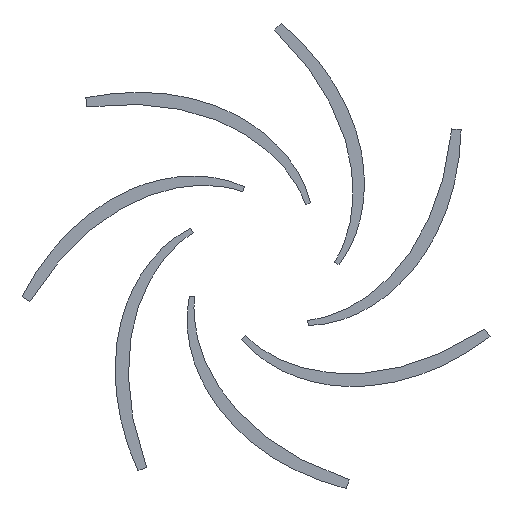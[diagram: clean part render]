
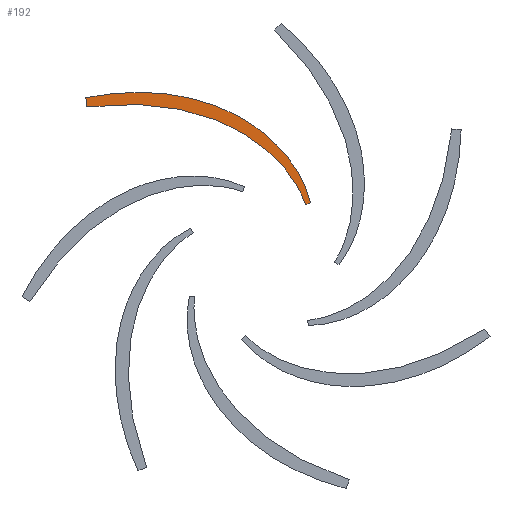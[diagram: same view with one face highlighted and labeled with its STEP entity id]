
A CAD part, top view. The second image highlights one B-rep face of the part: STEP entity #192.
In plain terms, the highlighted planar face has unit normal (0, 0, 1).
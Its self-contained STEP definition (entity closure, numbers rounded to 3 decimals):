
#192 = ADVANCED_FACE('',(#193),#217,.T.);
#193 = FACE_BOUND('',#194,.T.);
#194 = EDGE_LOOP('',(#195,#238,#254,#290));
#195 = ORIENTED_EDGE('',*,*,#196,.T.);
#196 = EDGE_CURVE('',#197,#199,#201,.T.);
#197 = VERTEX_POINT('',#198);
#198 = CARTESIAN_POINT('',(75.273,91.395,0.));
#199 = VERTEX_POINT('',#200);
#200 = CARTESIAN_POINT('',(-263.599,250.025,0.));
#201 = SURFACE_CURVE('',#202,(#216),.PCURVE_S1.);
#202 = B_SPLINE_CURVE_WITH_KNOTS('',3,(#203,#204,#205,#206,#207,#208,
    #209,#210,#211,#212,#213,#214,#215),.UNSPECIFIED.,.F.,.F.,(4,1,1,1,1
    ,1,1,1,1,1,4),(0.,42.191,84.,125.399,
    166.434,207.395,248.538,289.382,
    330.259,370.811,410.889),.UNSPECIFIED.);
#203 = CARTESIAN_POINT('',(75.273,91.395,0.));
#204 = CARTESIAN_POINT('',(71.825,105.137,0.));
#205 = CARTESIAN_POINT('',(61.508,131.352,0.));
#206 = CARTESIAN_POINT('',(37.793,166.197,0.));
#207 = CARTESIAN_POINT('',(7.994,195.271,0.));
#208 = CARTESIAN_POINT('',(-25.887,218.889,0.));
#209 = CARTESIAN_POINT('',(-62.956,236.899,0.));
#210 = CARTESIAN_POINT('',(-102.191,249.164,0.));
#211 = CARTESIAN_POINT('',(-142.581,256.527,0.));
#212 = CARTESIAN_POINT('',(-183.37,258.807,0.));
#213 = CARTESIAN_POINT('',(-223.887,256.755,0.));
#214 = CARTESIAN_POINT('',(-250.506,252.674,-0.));
#215 = CARTESIAN_POINT('',(-263.599,250.025,0.));
#216 = PCURVE('',#217,#222);
#217 = PLANE('',#218);
#218 = AXIS2_PLACEMENT_3D('',#219,#220,#221);
#219 = CARTESIAN_POINT('',(-76.67,205.488,0.));
#220 = DIRECTION('',(0.,0.,1.));
#221 = DIRECTION('',(1.,0.,-0.));
#222 = DEFINITIONAL_REPRESENTATION('',(#223),#237);
#223 = B_SPLINE_CURVE_WITH_KNOTS('',3,(#224,#225,#226,#227,#228,#229,
    #230,#231,#232,#233,#234,#235,#236),.UNSPECIFIED.,.F.,.F.,(4,1,1,1,1
    ,1,1,1,1,1,4),(0.,42.191,84.,125.399,
    166.434,207.395,248.538,289.382,
    330.259,370.811,410.889),.UNSPECIFIED.);
#224 = CARTESIAN_POINT('',(151.943,-114.093));
#225 = CARTESIAN_POINT('',(148.495,-100.351));
#226 = CARTESIAN_POINT('',(138.179,-74.136));
#227 = CARTESIAN_POINT('',(114.464,-39.291));
#228 = CARTESIAN_POINT('',(84.665,-10.217));
#229 = CARTESIAN_POINT('',(50.784,13.401));
#230 = CARTESIAN_POINT('',(13.714,31.411));
#231 = CARTESIAN_POINT('',(-25.521,43.676));
#232 = CARTESIAN_POINT('',(-65.911,51.039));
#233 = CARTESIAN_POINT('',(-106.7,53.319));
#234 = CARTESIAN_POINT('',(-147.217,51.267));
#235 = CARTESIAN_POINT('',(-173.836,47.186));
#236 = CARTESIAN_POINT('',(-186.929,44.536));
#237 = ( GEOMETRIC_REPRESENTATION_CONTEXT(2) 
PARAMETRIC_REPRESENTATION_CONTEXT() REPRESENTATION_CONTEXT('2D SPACE',''
  ) );
#238 = ORIENTED_EDGE('',*,*,#239,.T.);
#239 = EDGE_CURVE('',#199,#240,#242,.T.);
#240 = VERTEX_POINT('',#241);
#241 = CARTESIAN_POINT('',(-261.921,236.126,0.));
#242 = SURFACE_CURVE('',#243,(#247),.PCURVE_S1.);
#243 = LINE('',#244,#245);
#244 = CARTESIAN_POINT('',(-263.599,250.025,0.));
#245 = VECTOR('',#246,1.);
#246 = DIRECTION('',(0.12,-0.993,0.));
#247 = PCURVE('',#217,#248);
#248 = DEFINITIONAL_REPRESENTATION('',(#249),#253);
#249 = LINE('',#250,#251);
#250 = CARTESIAN_POINT('',(-186.929,44.536));
#251 = VECTOR('',#252,1.);
#252 = DIRECTION('',(0.12,-0.993));
#253 = ( GEOMETRIC_REPRESENTATION_CONTEXT(2) 
PARAMETRIC_REPRESENTATION_CONTEXT() REPRESENTATION_CONTEXT('2D SPACE',''
  ) );
#254 = ORIENTED_EDGE('',*,*,#255,.T.);
#255 = EDGE_CURVE('',#240,#256,#258,.T.);
#256 = VERTEX_POINT('',#257);
#257 = CARTESIAN_POINT('',(67.943,88.191,0.));
#258 = SURFACE_CURVE('',#259,(#273),.PCURVE_S1.);
#259 = B_SPLINE_CURVE_WITH_KNOTS('',3,(#260,#261,#262,#263,#264,#265,
    #266,#267,#268,#269,#270,#271,#272),.UNSPECIFIED.,.F.,.F.,(4,1,1,1,1
    ,1,1,1,1,1,4),(0.,39.307,78.178,117.042,
    155.595,194.204,232.415,270.687,
    309.311,348.439,389.368),.UNSPECIFIED.);
#260 = CARTESIAN_POINT('',(-261.921,236.126,0.));
#261 = CARTESIAN_POINT('',(-248.929,237.843,0.));
#262 = CARTESIAN_POINT('',(-222.936,240.171,0.));
#263 = CARTESIAN_POINT('',(-183.883,240.219,0.));
#264 = CARTESIAN_POINT('',(-145.178,237.093,0.));
#265 = CARTESIAN_POINT('',(-107.171,229.571,0.));
#266 = CARTESIAN_POINT('',(-70.258,218.461,0.));
#267 = CARTESIAN_POINT('',(-35.307,202.35,0.));
#268 = CARTESIAN_POINT('',(-2.759,181.799,0.));
#269 = CARTESIAN_POINT('',(26.511,156.265,0.));
#270 = CARTESIAN_POINT('',(51.436,125.186,0.));
#271 = CARTESIAN_POINT('',(63.418,101.179,-0.));
#272 = CARTESIAN_POINT('',(67.943,88.191,0.));
#273 = PCURVE('',#217,#274);
#274 = DEFINITIONAL_REPRESENTATION('',(#275),#289);
#275 = B_SPLINE_CURVE_WITH_KNOTS('',3,(#276,#277,#278,#279,#280,#281,
    #282,#283,#284,#285,#286,#287,#288),.UNSPECIFIED.,.F.,.F.,(4,1,1,1,1
    ,1,1,1,1,1,4),(0.,39.307,78.178,117.042,
    155.595,194.204,232.415,270.687,
    309.311,348.439,389.368),.UNSPECIFIED.);
#276 = CARTESIAN_POINT('',(-185.25,30.637));
#277 = CARTESIAN_POINT('',(-172.259,32.355));
#278 = CARTESIAN_POINT('',(-146.266,34.683));
#279 = CARTESIAN_POINT('',(-107.213,34.731));
#280 = CARTESIAN_POINT('',(-68.507,31.605));
#281 = CARTESIAN_POINT('',(-30.5,24.083));
#282 = CARTESIAN_POINT('',(6.412,12.973));
#283 = CARTESIAN_POINT('',(41.364,-3.138));
#284 = CARTESIAN_POINT('',(73.911,-23.689));
#285 = CARTESIAN_POINT('',(103.182,-49.223));
#286 = CARTESIAN_POINT('',(128.107,-80.302));
#287 = CARTESIAN_POINT('',(140.089,-104.309));
#288 = CARTESIAN_POINT('',(144.613,-117.297));
#289 = ( GEOMETRIC_REPRESENTATION_CONTEXT(2) 
PARAMETRIC_REPRESENTATION_CONTEXT() REPRESENTATION_CONTEXT('2D SPACE',''
  ) );
#290 = ORIENTED_EDGE('',*,*,#291,.T.);
#291 = EDGE_CURVE('',#256,#197,#292,.T.);
#292 = SURFACE_CURVE('',#293,(#297),.PCURVE_S1.);
#293 = LINE('',#294,#295);
#294 = CARTESIAN_POINT('',(67.943,88.191,0.));
#295 = VECTOR('',#296,1.);
#296 = DIRECTION('',(0.916,0.4,0.));
#297 = PCURVE('',#217,#298);
#298 = DEFINITIONAL_REPRESENTATION('',(#299),#303);
#299 = LINE('',#300,#301);
#300 = CARTESIAN_POINT('',(144.613,-117.297));
#301 = VECTOR('',#302,1.);
#302 = DIRECTION('',(0.916,0.4));
#303 = ( GEOMETRIC_REPRESENTATION_CONTEXT(2) 
PARAMETRIC_REPRESENTATION_CONTEXT() REPRESENTATION_CONTEXT('2D SPACE',''
  ) );
